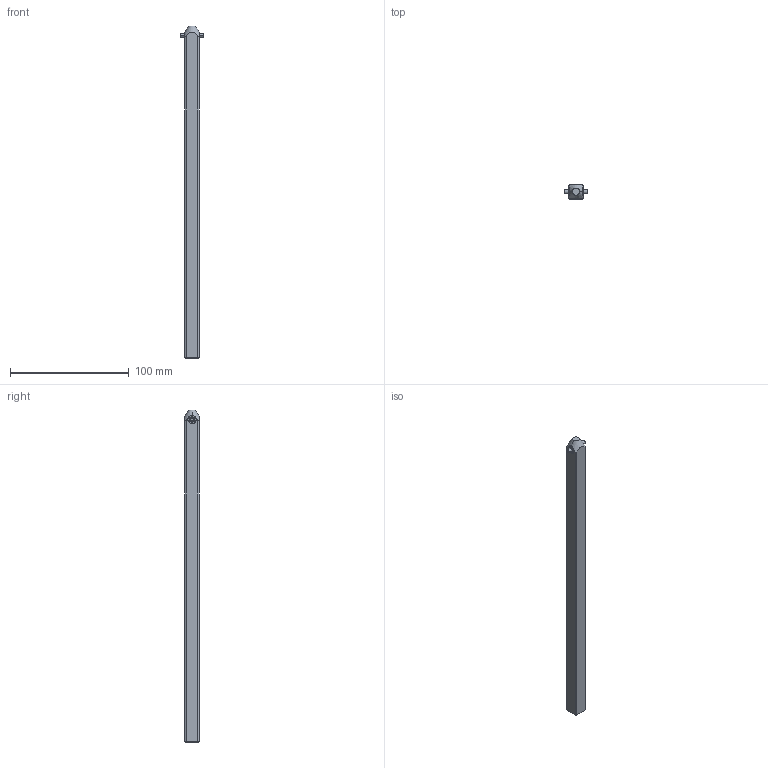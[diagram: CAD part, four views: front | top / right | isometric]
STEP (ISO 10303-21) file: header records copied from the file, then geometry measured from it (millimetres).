
FILE_DESCRIPTION((''),'2;1');
FILE_NAME('OXP12X148','2017-06-26T',('FITOJOE1'),(''),'CREO PARAMETRIC BY PTC INC, 2016380','CREO PARAMETRIC BY PTC INC, 2016380','');
FILE_SCHEMA(('CONFIG_CONTROL_DESIGN'));
Length unit declared in the file: millimetre
Products named in the file (1): OXP12X148
Bounding box: 20 x 12 x 280 mm (x, y, z)
Volume: 39679.4 mm3; surface area: 13126.5 mm2
Topology: 1 solids, 1 shells, 42 faces, 98 edges, 62 vertices
Faces by surface type: cylinder 16, plane 16, cone 10
Entity records: 1901 total; most frequent: CARTESIAN_POINT 639, DIRECTION 204, ORIENTED_EDGE 196, EDGE_CURVE 98, AXIS2_PLACEMENT_3D 82, VERTEX_POINT 62, EDGE_LOOP 46, FACE_OUTER_BOUND 42
